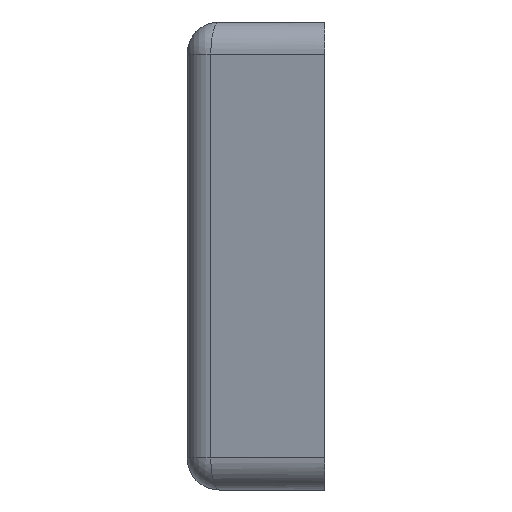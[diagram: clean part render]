
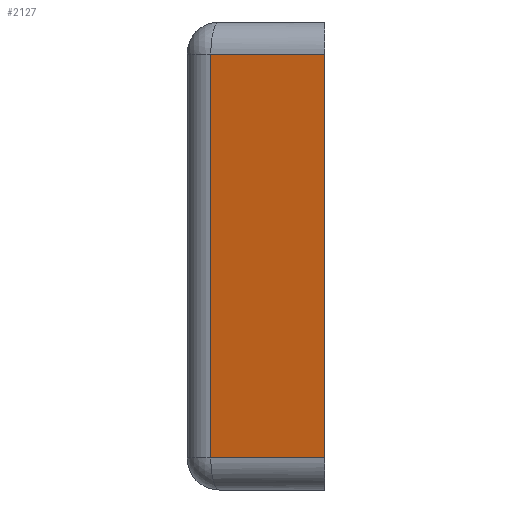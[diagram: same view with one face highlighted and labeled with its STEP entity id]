
A CAD part, left-side view. The second image highlights one B-rep face of the part: STEP entity #2127.
In plain terms, the highlighted planar face has unit normal (-0.966, 0.259, 0).
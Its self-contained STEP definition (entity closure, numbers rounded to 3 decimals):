
#175=CARTESIAN_POINT('',(-301.5,0.,31.5));
#213=CARTESIAN_POINT('',(-301.5,0.,-31.5));
#671=DIRECTION('',(0.259,0.966,0.));
#672=VECTOR('',#671,18.422);
#673=CARTESIAN_POINT('',(-301.5,0.,31.5));
#674=LINE('',#673,#672);
#675=DIRECTION('',(0.,0.,-1.));
#676=VECTOR('',#675,63.);
#677=CARTESIAN_POINT('',(-301.5,0.,31.5));
#678=LINE('',#677,#676);
#679=DIRECTION('',(-0.259,-0.966,0.));
#680=VECTOR('',#679,18.422);
#681=CARTESIAN_POINT('',(-296.732,17.794,-31.5));
#682=LINE('',#681,#680);
#760=DIRECTION('',(0.,0.,-1.));
#761=VECTOR('',#760,63.);
#762=CARTESIAN_POINT('',(-296.732,17.794,31.5));
#763=LINE('',#762,#761);
#1016=VERTEX_POINT('',#175);
#1017=CARTESIAN_POINT('',(-296.732,17.794,31.5));
#1018=VERTEX_POINT('',#1017);
#1025=VERTEX_POINT('',#213);
#1047=CARTESIAN_POINT('',(-296.732,17.794,-31.5));
#1048=VERTEX_POINT('',#1047);
#2114=CARTESIAN_POINT('',(-295.739,21.5,-36.5));
#2115=DIRECTION('',(-0.966,0.259,0.));
#2116=DIRECTION('',(-0.259,-0.966,0.));
#2117=AXIS2_PLACEMENT_3D('',#2114,#2115,#2116);
#2118=PLANE('',#2117);
#2119=ORIENTED_EDGE('',*,*,#2106,.F.);
#2120=ORIENTED_EDGE('',*,*,#1518,.T.);
#2122=ORIENTED_EDGE('',*,*,#2121,.F.);
#2124=ORIENTED_EDGE('',*,*,#2123,.F.);
#2125=EDGE_LOOP('',(#2119,#2120,#2122,#2124));
#2126=FACE_OUTER_BOUND('',#2125,.F.);
#2127=ADVANCED_FACE('',(#2126),#2118,.T.);
#1518=EDGE_CURVE('',#1016,#1025,#678,.T.);
#2106=EDGE_CURVE('',#1016,#1018,#674,.T.);
#2121=EDGE_CURVE('',#1048,#1025,#682,.T.);
#2123=EDGE_CURVE('',#1018,#1048,#763,.T.);
